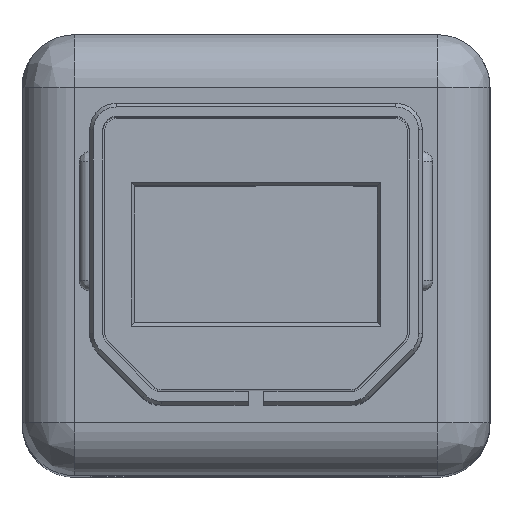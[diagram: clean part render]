
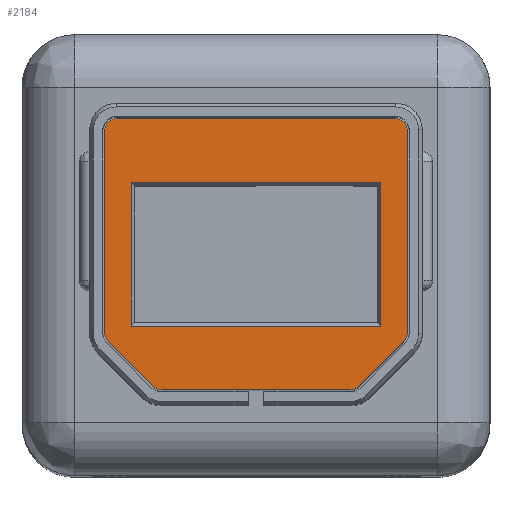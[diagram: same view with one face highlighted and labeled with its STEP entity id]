
A CAD part, top view. The second image highlights one B-rep face of the part: STEP entity #2184.
In plain terms, the highlighted planar face has unit normal (0, 0, 1).
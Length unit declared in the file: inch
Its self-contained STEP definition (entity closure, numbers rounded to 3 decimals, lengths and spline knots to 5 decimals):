
#54 = AXIS2_PLACEMENT_3D ( 'NONE', #7491, #7432, #4502 ) ;
#301 = VERTEX_POINT ( 'NONE', #1549 ) ;
#336 = VECTOR ( 'NONE', #1480, 39.37008 ) ;
#407 = EDGE_LOOP ( 'NONE', ( #1369, #6008, #2154, #1246 ) ) ;
#412 = AXIS2_PLACEMENT_3D ( 'NONE', #1631, #4597, #5798 ) ;
#464 = EDGE_CURVE ( 'NONE', #301, #3076, #5473, .T. ) ;
#484 = DIRECTION ( 'NONE',  ( 1., 0., 0. ) ) ;
#515 = EDGE_CURVE ( 'NONE', #7023, #2296, #4889, .T. ) ;
#575 = ORIENTED_EDGE ( 'NONE', *, *, #931, .T. ) ;
#600 = CARTESIAN_POINT ( 'NONE',  ( 0.33983, 0.06817, 1.10453 ) ) ;
#704 = LINE ( 'NONE', #5980, #3413 ) ;
#770 = EDGE_CURVE ( 'NONE', #3076, #7111, #5757, .T. ) ;
#799 = CARTESIAN_POINT ( 'NONE',  ( 0.08937, 0.11772, 1.10453 ) ) ;
#908 = CARTESIAN_POINT ( 'NONE',  ( 0.35394, 0.12854, 1.10453 ) ) ;
#931 = EDGE_CURVE ( 'NONE', #1897, #2500, #2200, .T. ) ;
#962 = CARTESIAN_POINT ( 'NONE',  ( 0.36476, 0.11772, 1.10453 ) ) ;
#1011 = ORIENTED_EDGE ( 'NONE', *, *, #5390, .T. ) ;
#1119 = DIRECTION ( 'NONE',  ( 0., 0., 1. ) ) ;
#1145 = EDGE_LOOP ( 'NONE', ( #1250, #3089, #2138, #3634, #2217, #575, #1867, #6021, #3256, #6557, #2720, #1011 ) ) ;
#1152 = DIRECTION ( 'NONE',  ( 1., 0., 0. ) ) ;
#1157 = VERTEX_POINT ( 'NONE', #7634 ) ;
#1161 = VERTEX_POINT ( 'NONE', #2188 ) ;
#1204 = DIRECTION ( 'NONE',  ( 0., -1., 0. ) ) ;
#1246 = ORIENTED_EDGE ( 'NONE', *, *, #464, .T. ) ;
#1250 = ORIENTED_EDGE ( 'NONE', *, *, #5123, .F. ) ;
#1357 = DIRECTION ( 'NONE',  ( 0., 0., 1. ) ) ;
#1369 = ORIENTED_EDGE ( 'NONE', *, *, #770, .T. ) ;
#1480 = DIRECTION ( 'NONE',  ( 0., 1., 0. ) ) ;
#1489 = CARTESIAN_POINT ( 'NONE',  ( 0.12443, -0.12537, 1.10453 ) ) ;
#1548 = VECTOR ( 'NONE', #5285, 39.37008 ) ;
#1549 = CARTESIAN_POINT ( 'NONE',  ( 0.10348, 0.06817, 1.10453 ) ) ;
#1610 = DIRECTION ( 'NONE',  ( 1., 0., 0. ) ) ;
#1631 = CARTESIAN_POINT ( 'NONE',  ( 0.35394, -0.075, 1.10453 ) ) ;
#1776 = EDGE_CURVE ( 'NONE', #5349, #6647, #2649, .T. ) ;
#1867 = ORIENTED_EDGE ( 'NONE', *, *, #5773, .T. ) ;
#1871 = EDGE_CURVE ( 'NONE', #1157, #6747, #3869, .T. ) ;
#1897 = VERTEX_POINT ( 'NONE', #5715 ) ;
#1911 = EDGE_CURVE ( 'NONE', #2168, #2296, #3775, .T. ) ;
#1975 = DIRECTION ( 'NONE',  ( 0., 0., 1. ) ) ;
#1982 = CARTESIAN_POINT ( 'NONE',  ( 0.36476, -0.075, 1.10453 ) ) ;
#2000 = DIRECTION ( 'NONE',  ( 1., 0., 0. ) ) ;
#2065 = VECTOR ( 'NONE', #2375, 39.37008 ) ;
#2068 = CARTESIAN_POINT ( 'NONE',  ( 0.07854, -0.075, 1.10453 ) ) ;
#2107 = EDGE_CURVE ( 'NONE', #7023, #5577, #7184, .T. ) ;
#2138 = ORIENTED_EDGE ( 'NONE', *, *, #515, .F. ) ;
#2154 = ORIENTED_EDGE ( 'NONE', *, *, #3958, .T. ) ;
#2167 = CARTESIAN_POINT ( 'NONE',  ( 0.22165, 0.06817, 1.10453 ) ) ;
#2168 = VERTEX_POINT ( 'NONE', #1982 ) ;
#2184 = ADVANCED_FACE ( 'NONE', ( #7671, #7565 ), #2569, .T. ) ;
#2187 = CARTESIAN_POINT ( 'NONE',  ( 0.31887, -0.12537, 1.10453 ) ) ;
#2188 = CARTESIAN_POINT ( 'NONE',  ( 0.08171, -0.08265, 1.10453 ) ) ;
#2200 = LINE ( 'NONE', #4158, #5403 ) ;
#2217 = ORIENTED_EDGE ( 'NONE', *, *, #4489, .T. ) ;
#2296 = VERTEX_POINT ( 'NONE', #962 ) ;
#2375 = DIRECTION ( 'NONE',  ( -1., 0., 0. ) ) ;
#2500 = VERTEX_POINT ( 'NONE', #2068 ) ;
#2501 = CARTESIAN_POINT ( 'NONE',  ( 0.13209, -0.12854, 1.10453 ) ) ;
#2569 = PLANE ( 'NONE',  #7259 ) ;
#2580 = CARTESIAN_POINT ( 'NONE',  ( 0.31122, -0.11772, 1.10453 ) ) ;
#2649 = CIRCLE ( 'NONE', #3226, 0.01083 ) ;
#2684 = CIRCLE ( 'NONE', #5169, 0.01083 ) ;
#2720 = ORIENTED_EDGE ( 'NONE', *, *, #1776, .T. ) ;
#2824 = DIRECTION ( 'NONE',  ( 0., 0., -1. ) ) ;
#2890 = VECTOR ( 'NONE', #6392, 39.37008 ) ;
#3047 = VERTEX_POINT ( 'NONE', #5364 ) ;
#3065 = LINE ( 'NONE', #3982, #5905 ) ;
#3076 = VERTEX_POINT ( 'NONE', #600 ) ;
#3089 = ORIENTED_EDGE ( 'NONE', *, *, #1911, .T. ) ;
#3120 = DIRECTION ( 'NONE',  ( 1., 0., 0. ) ) ;
#3226 = AXIS2_PLACEMENT_3D ( 'NONE', #2580, #1975, #3120 ) ;
#3256 = ORIENTED_EDGE ( 'NONE', *, *, #1871, .T. ) ;
#3413 = VECTOR ( 'NONE', #6527, 39.37008 ) ;
#3434 = CARTESIAN_POINT ( 'NONE',  ( 0.36159, -0.08265, 1.10453 ) ) ;
#3453 = CARTESIAN_POINT ( 'NONE',  ( 0.08937, 0.12854, 1.10453 ) ) ;
#3634 = ORIENTED_EDGE ( 'NONE', *, *, #2107, .T. ) ;
#3699 = LINE ( 'NONE', #1489, #5497 ) ;
#3770 = EDGE_CURVE ( 'NONE', #1161, #1157, #3699, .T. ) ;
#3775 = LINE ( 'NONE', #5068, #336 ) ;
#3869 = CIRCLE ( 'NONE', #54, 0.01083 ) ;
#3874 = DIRECTION ( 'NONE',  ( 0.707, -0.707, 0. ) ) ;
#3958 = EDGE_CURVE ( 'NONE', #3047, #301, #704, .T. ) ;
#3961 = CIRCLE ( 'NONE', #4846, 0.01083 ) ;
#3982 = CARTESIAN_POINT ( 'NONE',  ( 0.31122, -0.12854, 1.10453 ) ) ;
#4133 = AXIS2_PLACEMENT_3D ( 'NONE', #4619, #2824, #484 ) ;
#4158 = CARTESIAN_POINT ( 'NONE',  ( 0.07854, -0.075, 1.10453 ) ) ;
#4393 = CARTESIAN_POINT ( 'NONE',  ( 0.31122, -0.12854, 1.10453 ) ) ;
#4413 = VECTOR ( 'NONE', #1610, 39.37008 ) ;
#4489 = EDGE_CURVE ( 'NONE', #5577, #1897, #3961, .T. ) ;
#4494 = DIRECTION ( 'NONE',  ( 1., 0., 0. ) ) ;
#4502 = DIRECTION ( 'NONE',  ( 1., 0., 0. ) ) ;
#4597 = DIRECTION ( 'NONE',  ( 0., 0., -1. ) ) ;
#4619 = CARTESIAN_POINT ( 'NONE',  ( 0.35394, 0.11772, 1.10453 ) ) ;
#4709 = VERTEX_POINT ( 'NONE', #3434 ) ;
#4830 = CARTESIAN_POINT ( 'NONE',  ( 0.31887, -0.12537, 1.10453 ) ) ;
#4846 = AXIS2_PLACEMENT_3D ( 'NONE', #799, #1357, #5494 ) ;
#4889 = CIRCLE ( 'NONE', #4133, 0.01083 ) ;
#4933 = CARTESIAN_POINT ( 'NONE',  ( 0.22165, 0., 1.10453 ) ) ;
#5068 = CARTESIAN_POINT ( 'NONE',  ( 0.36476, 0.11772, 1.10453 ) ) ;
#5123 = EDGE_CURVE ( 'NONE', #2168, #4709, #5434, .T. ) ;
#5169 = AXIS2_PLACEMENT_3D ( 'NONE', #5356, #1119, #1152 ) ;
#5254 = CARTESIAN_POINT ( 'NONE',  ( 0.33983, 0., 1.10453 ) ) ;
#5285 = DIRECTION ( 'NONE',  ( 0., -1., 0. ) ) ;
#5349 = VERTEX_POINT ( 'NONE', #4393 ) ;
#5356 = CARTESIAN_POINT ( 'NONE',  ( 0.08937, -0.075, 1.10453 ) ) ;
#5364 = CARTESIAN_POINT ( 'NONE',  ( 0.10348, -0.06817, 1.10453 ) ) ;
#5390 = EDGE_CURVE ( 'NONE', #6647, #4709, #6726, .T. ) ;
#5397 = EDGE_CURVE ( 'NONE', #6747, #5349, #3065, .T. ) ;
#5403 = VECTOR ( 'NONE', #1204, 39.37008 ) ;
#5434 = CIRCLE ( 'NONE', #412, 0.01083 ) ;
#5473 = LINE ( 'NONE', #2167, #4413 ) ;
#5494 = DIRECTION ( 'NONE',  ( 1., 0., 0. ) ) ;
#5497 = VECTOR ( 'NONE', #3874, 39.37008 ) ;
#5572 = DIRECTION ( 'NONE',  ( 0., 0., 1. ) ) ;
#5577 = VERTEX_POINT ( 'NONE', #7222 ) ;
#5715 = CARTESIAN_POINT ( 'NONE',  ( 0.07854, 0.11772, 1.10453 ) ) ;
#5757 = LINE ( 'NONE', #5254, #1548 ) ;
#5773 = EDGE_CURVE ( 'NONE', #2500, #1161, #2684, .T. ) ;
#5798 = DIRECTION ( 'NONE',  ( 1., 0., 0. ) ) ;
#5905 = VECTOR ( 'NONE', #4494, 39.37008 ) ;
#5980 = CARTESIAN_POINT ( 'NONE',  ( 0.10348, 0., 1.10453 ) ) ;
#6008 = ORIENTED_EDGE ( 'NONE', *, *, #7380, .T. ) ;
#6021 = ORIENTED_EDGE ( 'NONE', *, *, #3770, .T. ) ;
#6374 = CARTESIAN_POINT ( 'NONE',  ( 0.33983, -0.06817, 1.10453 ) ) ;
#6392 = DIRECTION ( 'NONE',  ( 0.707, 0.707, 0. ) ) ;
#6527 = DIRECTION ( 'NONE',  ( 0., 1., 0. ) ) ;
#6557 = ORIENTED_EDGE ( 'NONE', *, *, #5397, .T. ) ;
#6621 = CARTESIAN_POINT ( 'NONE',  ( 0.22165, -0.06817, 1.10453 ) ) ;
#6647 = VERTEX_POINT ( 'NONE', #4830 ) ;
#6713 = VECTOR ( 'NONE', #7665, 39.37008 ) ;
#6726 = LINE ( 'NONE', #2187, #2890 ) ;
#6747 = VERTEX_POINT ( 'NONE', #2501 ) ;
#6856 = LINE ( 'NONE', #6621, #2065 ) ;
#7023 = VERTEX_POINT ( 'NONE', #908 ) ;
#7111 = VERTEX_POINT ( 'NONE', #6374 ) ;
#7184 = LINE ( 'NONE', #3453, #6713 ) ;
#7222 = CARTESIAN_POINT ( 'NONE',  ( 0.08937, 0.12854, 1.10453 ) ) ;
#7259 = AXIS2_PLACEMENT_3D ( 'NONE', #4933, #5572, #2000 ) ;
#7380 = EDGE_CURVE ( 'NONE', #7111, #3047, #6856, .T. ) ;
#7432 = DIRECTION ( 'NONE',  ( 0., 0., 1. ) ) ;
#7491 = CARTESIAN_POINT ( 'NONE',  ( 0.13209, -0.11772, 1.10453 ) ) ;
#7565 = FACE_OUTER_BOUND ( 'NONE', #1145, .T. ) ;
#7634 = CARTESIAN_POINT ( 'NONE',  ( 0.12443, -0.12537, 1.10453 ) ) ;
#7665 = DIRECTION ( 'NONE',  ( -1., 0., 0. ) ) ;
#7671 = FACE_BOUND ( 'NONE', #407, .T. ) ;
